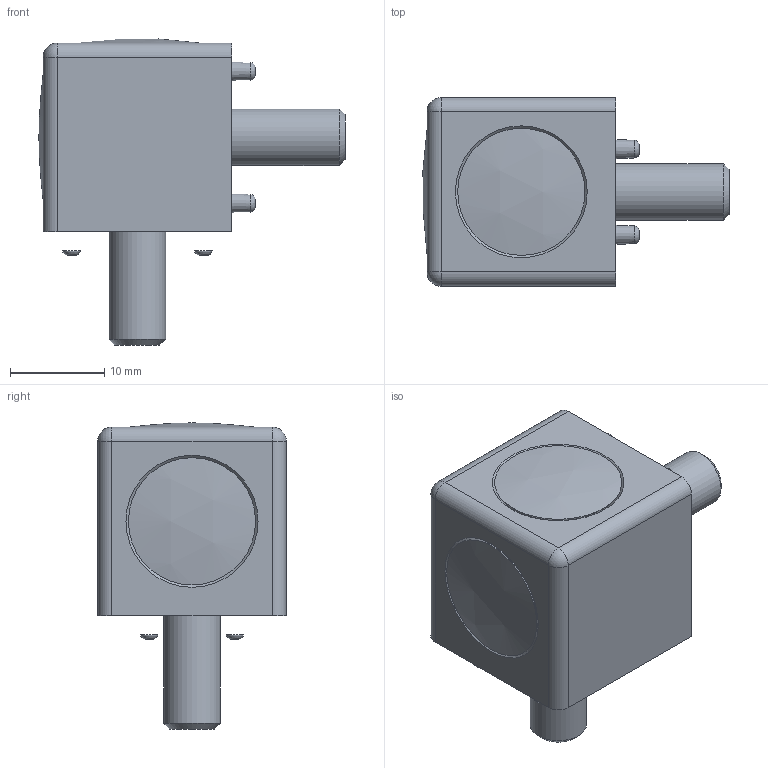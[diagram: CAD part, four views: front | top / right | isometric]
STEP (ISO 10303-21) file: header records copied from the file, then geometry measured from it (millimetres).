
FILE_DESCRIPTION(/* description */ ('KriTec Würfelverbindungssatz 6 20x20x20 Winkel 2D inkl. 2 Abdeckkappen schwarz'),/* implementation_level */ '2;1');
FILE_NAME(/* name */ '82130_KriTec_Würfelverbindungssatz_6_20x20x20_Winkel_2D_inkl_2_Abdeckkappen_schwarz.stp',/* time_stamp */ '2020-09-15T16:29:45+02:00',/* author */ ('Nell'),/* organization */ (''),/* preprocessor_version */ 'ST-DEVELOPER v17',/* originating_system */ 'Autodesk Inventor 2018',/* authorisation */ '');
FILE_SCHEMA (('AUTOMOTIVE_DESIGN { 1 0 10303 214 3 1 1 }'));
Length unit declared in the file: millimetre
Products named in the file (4): 82130; DIN 7991 - M6  x  16; 82130_1; 093wwa20
Assembly tree (5 placements, depth 2):
  82130
    DIN 7991 - M6  x  16  x2
    82130_1
    093wwa20  x2
Bounding box: 32.49 x 20 x 32.49 mm (x, y, z)
Volume: 6326 mm3; surface area: 5193 mm2
Topology: 5 solids, 5 shells, 176 faces, 459 edges, 297 vertices
Faces by surface type: plane 54, cylinder 38, cone 34, torus 28, bspline 16, sphere 6
Full cylindrical faces by diameter (mm): 6 x2, 6.3 x2, 11 x2, 11.34 x2
Entity records: 5287 total; most frequent: CARTESIAN_POINT 1174, DIRECTION 936, ORIENTED_EDGE 806, EDGE_CURVE 403, AXIS2_PLACEMENT_3D 400, VERTEX_POINT 261, CIRCLE 237, EDGE_LOOP 168
